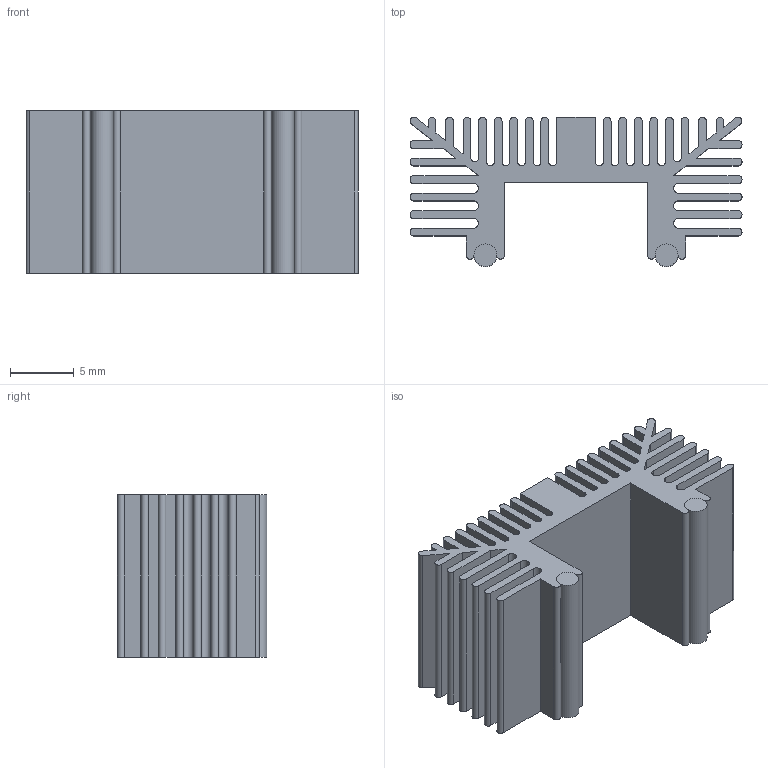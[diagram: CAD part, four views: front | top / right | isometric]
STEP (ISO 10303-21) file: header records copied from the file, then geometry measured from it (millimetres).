
FILE_DESCRIPTION((''),'2;1');
FILE_NAME('001_D_SERIES_401','2024-04-05T14:48:21',('Administrator'),(''),'CREO PARAMETRIC BY PTC INC, 2019030','CREO PARAMETRIC BY PTC INC, 2019030','');
FILE_SCHEMA(('AUTOMOTIVE_DESIGN { 1 0 10303 214 1 1 1 1 }'));
Length unit declared in the file: inch
Products named in the file (1): 001_D_SERIES_401
Bounding box: 26 x 11.7 x 12.71 mm (x, y, z)
Volume: 1687.7 mm3; surface area: 3933.1 mm2
Topology: 1 solids, 1 shells, 140 faces, 408 edges, 272 vertices
Faces by surface type: plane 82, cylinder 58
Entity records: 7640 total; most frequent: CARTESIAN_POINT 819, ORIENTED_EDGE 812, DIRECTION 806, PRESENTATION_STYLE_ASSIGNMENT 544, STYLED_ITEM 414, CURVE_STYLE 409, EDGE_CURVE 406, VECTOR 292
